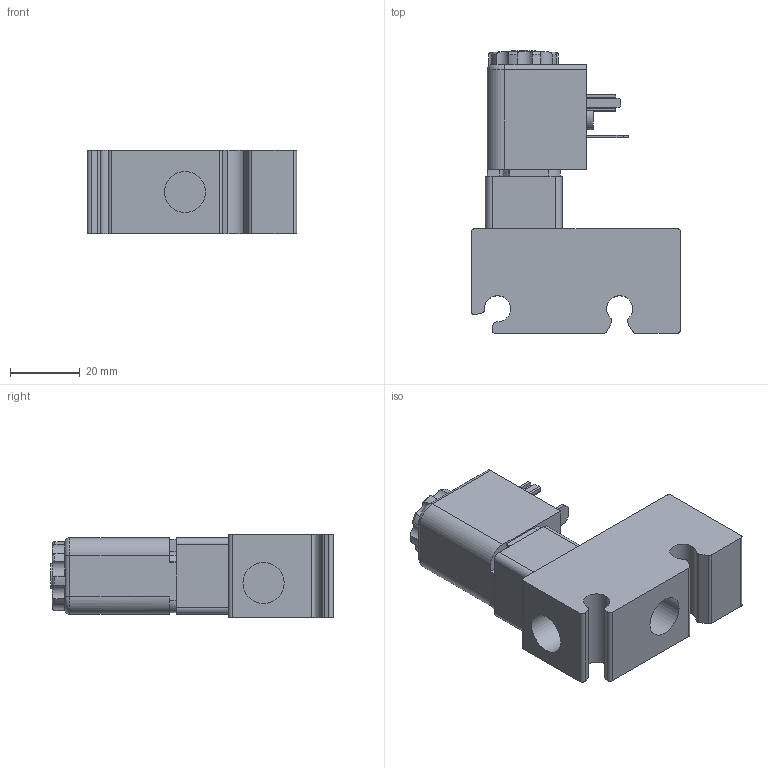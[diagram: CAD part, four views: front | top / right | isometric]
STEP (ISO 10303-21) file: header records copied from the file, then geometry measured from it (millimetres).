
FILE_DESCRIPTION((''),'2;1');
FILE_NAME('112 030 04.stp','2012-05-23T22:11:10',('Bert-Inge'),(''),'Autodesk Inventor 2012','Autodesk Inventor 2012','');
FILE_SCHEMA(('AUTOMOTIVE_DESIGN { 1 0 10303 214 1 1 1 1 }'));
Length unit declared in the file: millimetre
Products named in the file (1): 112 030 04
Bounding box: 60 x 81 x 24 mm (x, y, z)
Volume: 62896.6 mm3; surface area: 16608.8 mm2
Topology: 1 solids, 6 shells, 270 faces, 725 edges, 478 vertices
Faces by surface type: plane 130, cylinder 80, cone 29, torus 23, bspline 8
Full cylindrical faces by diameter (mm): 2.5 x1, 2.693 x4, 3 x4, 3.3 x2, 5 x1, 6.9 x1, 7.2 x1, 11.8 x3, 16 x1
Entity records: 8980 total; most frequent: CARTESIAN_POINT 2164, ORIENTED_EDGE 1348, DIRECTION 1328, EDGE_CURVE 674, AXIS2_PLACEMENT_3D 495, VERTEX_POINT 458, VECTOR 338, LINE 338
